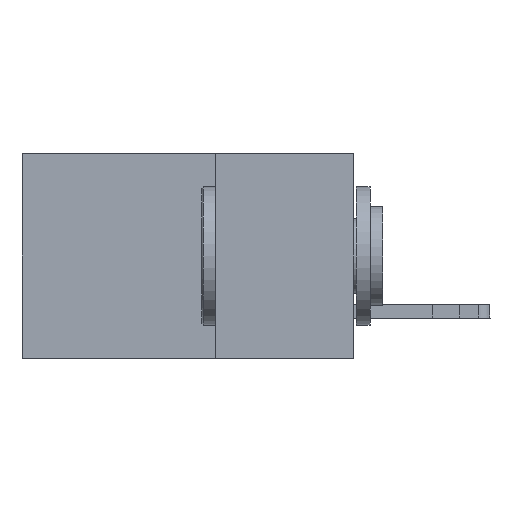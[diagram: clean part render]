
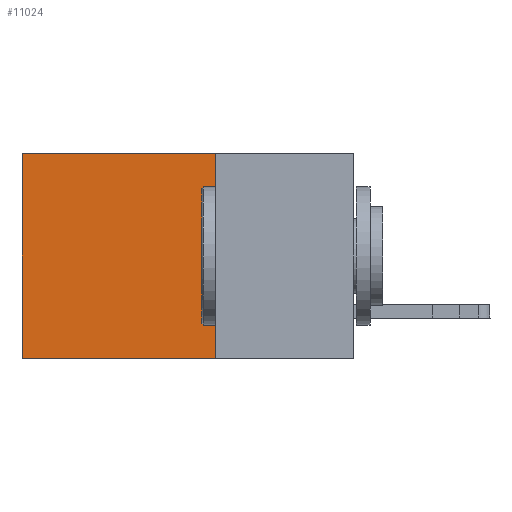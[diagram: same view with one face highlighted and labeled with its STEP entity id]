
A CAD part, left-side view. The second image highlights one B-rep face of the part: STEP entity #11024.
In plain terms, the highlighted planar face has unit normal (-1, 0, 0).
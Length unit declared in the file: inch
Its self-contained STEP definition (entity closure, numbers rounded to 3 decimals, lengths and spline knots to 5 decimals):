
#453 = ORIENTED_EDGE ( 'NONE', *, *, #35512, .F. ) ;
#1625 = VECTOR ( 'NONE', #11701, 39.37008 ) ;
#2684 = EDGE_CURVE ( 'NONE', #29893, #33801, #19203, .T. ) ;
#4289 = LINE ( 'NONE', #24401, #32116 ) ;
#6288 = CARTESIAN_POINT ( 'NONE',  ( 0.2875, 0.6, 0. ) ) ;
#7276 = EDGE_LOOP ( 'NONE', ( #19014, #453, #12058, #31457 ) ) ;
#7362 = CARTESIAN_POINT ( 'NONE',  ( 0.2875, 0.25, 0. ) ) ;
#8524 = CARTESIAN_POINT ( 'NONE',  ( 0.2875, 0.25, 0. ) ) ;
#11024 = ADVANCED_FACE ( 'NONE', ( #14162 ), #20732, .F. ) ;
#11701 = DIRECTION ( 'NONE',  ( 0., 1., 0. ) ) ;
#12058 = ORIENTED_EDGE ( 'NONE', *, *, #2684, .F. ) ;
#12122 = VERTEX_POINT ( 'NONE', #27777 ) ;
#14162 = FACE_OUTER_BOUND ( 'NONE', #7276, .T. ) ;
#15674 = EDGE_CURVE ( 'NONE', #29893, #17568, #31856, .T. ) ;
#15887 = DIRECTION ( 'NONE',  ( 0., 0., -1. ) ) ;
#16965 = CARTESIAN_POINT ( 'NONE',  ( 0.2875, 0.25, -0.37 ) ) ;
#17352 = LINE ( 'NONE', #16965, #1625 ) ;
#17568 = VERTEX_POINT ( 'NONE', #6288 ) ;
#19014 = ORIENTED_EDGE ( 'NONE', *, *, #36959, .T. ) ;
#19203 = LINE ( 'NONE', #22077, #31130 ) ;
#20732 = PLANE ( 'NONE',  #34568 ) ;
#22077 = CARTESIAN_POINT ( 'NONE',  ( 0.2875, 0.25, 0. ) ) ;
#24401 = CARTESIAN_POINT ( 'NONE',  ( 0.2875, 0.6, 0. ) ) ;
#25990 = DIRECTION ( 'NONE',  ( 1., 0., 0. ) ) ;
#27777 = CARTESIAN_POINT ( 'NONE',  ( 0.2875, 0.6, -0.37 ) ) ;
#29480 = DIRECTION ( 'NONE',  ( 0., 0., -1. ) ) ;
#29893 = VERTEX_POINT ( 'NONE', #36561 ) ;
#31130 = VECTOR ( 'NONE', #37057, 39.37008 ) ;
#31457 = ORIENTED_EDGE ( 'NONE', *, *, #15674, .T. ) ;
#31856 = LINE ( 'NONE', #7362, #34963 ) ;
#32116 = VECTOR ( 'NONE', #15887, 39.37008 ) ;
#33801 = VERTEX_POINT ( 'NONE', #37380 ) ;
#34568 = AXIS2_PLACEMENT_3D ( 'NONE', #8524, #25990, #29480 ) ;
#34773 = DIRECTION ( 'NONE',  ( 0., 1., 0. ) ) ;
#34963 = VECTOR ( 'NONE', #34773, 39.37008 ) ;
#35512 = EDGE_CURVE ( 'NONE', #33801, #12122, #17352, .T. ) ;
#36561 = CARTESIAN_POINT ( 'NONE',  ( 0.2875, 0.25, 0. ) ) ;
#36959 = EDGE_CURVE ( 'NONE', #17568, #12122, #4289, .T. ) ;
#37057 = DIRECTION ( 'NONE',  ( 0., 0., -1. ) ) ;
#37380 = CARTESIAN_POINT ( 'NONE',  ( 0.2875, 0.25, -0.37 ) ) ;
